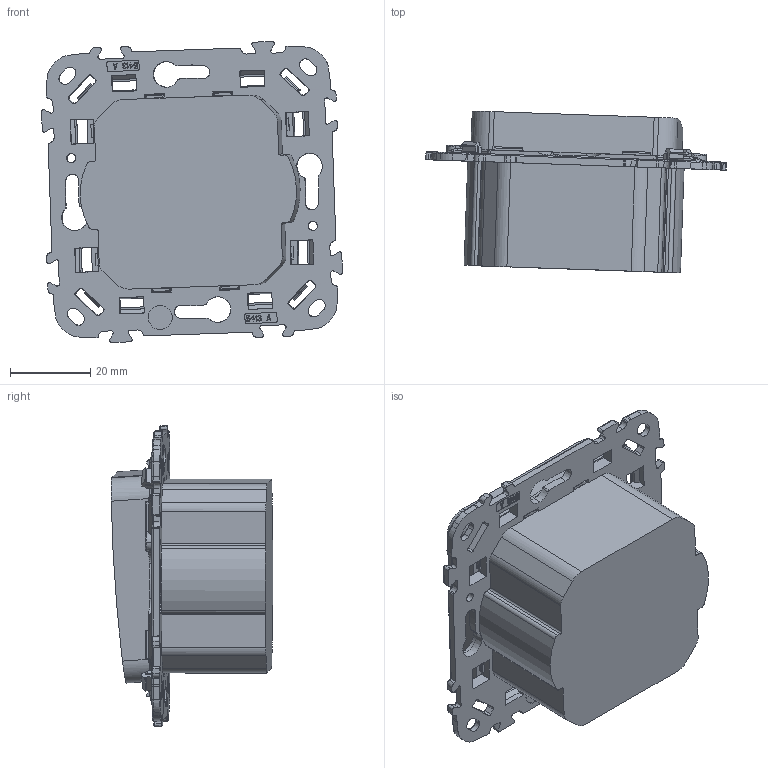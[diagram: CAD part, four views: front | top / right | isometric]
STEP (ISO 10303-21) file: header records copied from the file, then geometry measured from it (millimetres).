
FILE_DESCRIPTION (( 'STEP AP214' ), '1' );
FILE_NAME ('s86_l2n_asm.STEP', '2025-03-27T07:30:39', ( '' ), ( '' ), 'SwSTEP 2.0', 'SolidWorks 2022', '' );
FILE_SCHEMA (( 'AUTOMOTIVE_DESIGN' ));
Length unit declared in the file: millimetre
Products named in the file (1): s86_l2n_asm
Bounding box: 75 x 40.31 x 75.04 mm (x, y, z)
Volume: 91314.4 mm3; surface area: 23207.2 mm2
Topology: 2 solids, 2 shells, 1405 faces, 3886 edges, 2479 vertices
Faces by surface type: plane 802, cylinder 235, cone 206, torus 101, bspline 61
Entity records: 47698 total; most frequent: CARTESIAN_POINT 12161, ORIENTED_EDGE 7740, DIRECTION 7021, EDGE_CURVE 3870, LINE 2677, VECTOR 2677, VERTEX_POINT 2479, AXIS2_PLACEMENT_3D 2172
